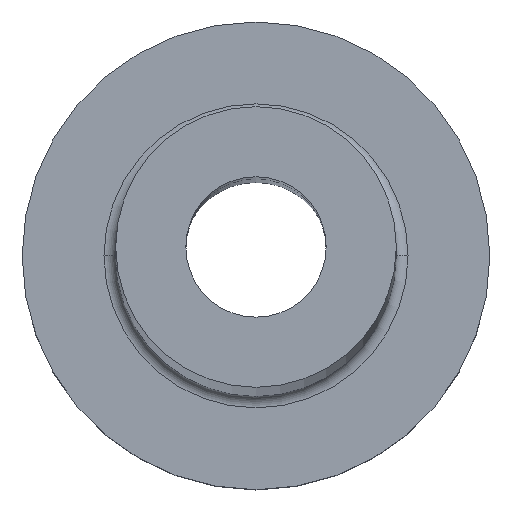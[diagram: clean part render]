
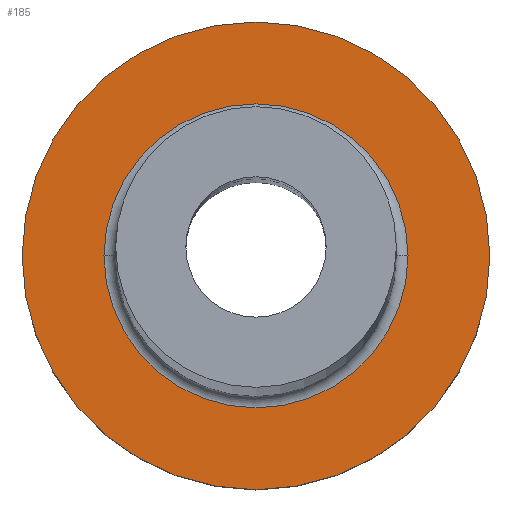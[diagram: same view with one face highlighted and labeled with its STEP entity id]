
A CAD part, top view. The second image highlights one B-rep face of the part: STEP entity #185.
In plain terms, the highlighted planar face has unit normal (0, 0, 1).
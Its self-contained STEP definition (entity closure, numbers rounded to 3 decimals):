
#2 = VERTEX_POINT ( 'NONE', #300 ) ;
#6 = DIRECTION ( 'NONE',  ( 1., 0., 0. ) ) ;
#16 = CARTESIAN_POINT ( 'NONE',  ( -6.5, 0., 7. ) ) ;
#18 = EDGE_CURVE ( 'NONE', #57, #336, #372, .T. ) ;
#31 = DIRECTION ( 'NONE',  ( 1., 0., 0. ) ) ;
#43 = CARTESIAN_POINT ( 'NONE',  ( 0., 0., 7. ) ) ;
#44 = AXIS2_PLACEMENT_3D ( 'NONE', #360, #430, #31 ) ;
#57 = VERTEX_POINT ( 'NONE', #16 ) ;
#70 = PLANE ( 'NONE',  #200 ) ;
#88 = VERTEX_POINT ( 'NONE', #125 ) ;
#115 = DIRECTION ( 'NONE',  ( 1., 0., 0. ) ) ;
#117 = ORIENTED_EDGE ( 'NONE', *, *, #285, .T. ) ;
#125 = CARTESIAN_POINT ( 'NONE',  ( -10., 0., 7. ) ) ;
#137 = DIRECTION ( 'NONE',  ( 0., 0., 1. ) ) ;
#139 = AXIS2_PLACEMENT_3D ( 'NONE', #268, #160, #115 ) ;
#158 = CIRCLE ( 'NONE', #44, 10. ) ;
#160 = DIRECTION ( 'NONE',  ( 0., 0., -1. ) ) ;
#185 = ADVANCED_FACE ( 'NONE', ( #353, #457 ), #70, .T. ) ;
#198 = EDGE_CURVE ( 'NONE', #88, #2, #158, .T. ) ;
#200 = AXIS2_PLACEMENT_3D ( 'NONE', #252, #137, #356 ) ;
#222 = ORIENTED_EDGE ( 'NONE', *, *, #18, .T. ) ;
#228 = EDGE_LOOP ( 'NONE', ( #321, #410 ) ) ;
#234 = AXIS2_PLACEMENT_3D ( 'NONE', #43, #401, #6 ) ;
#241 = CIRCLE ( 'NONE', #234, 10. ) ;
#245 = EDGE_LOOP ( 'NONE', ( #117, #222 ) ) ;
#247 = AXIS2_PLACEMENT_3D ( 'NONE', #316, #352, #452 ) ;
#252 = CARTESIAN_POINT ( 'NONE',  ( 0., 0., 7. ) ) ;
#268 = CARTESIAN_POINT ( 'NONE',  ( 0., 0., 7. ) ) ;
#285 = EDGE_CURVE ( 'NONE', #336, #57, #443, .T. ) ;
#300 = CARTESIAN_POINT ( 'NONE',  ( 10., 0., 7. ) ) ;
#316 = CARTESIAN_POINT ( 'NONE',  ( 0., 0., 7. ) ) ;
#319 = CARTESIAN_POINT ( 'NONE',  ( 6.5, 0., 7. ) ) ;
#321 = ORIENTED_EDGE ( 'NONE', *, *, #198, .T. ) ;
#336 = VERTEX_POINT ( 'NONE', #319 ) ;
#352 = DIRECTION ( 'NONE',  ( 0., 0., -1. ) ) ;
#353 = FACE_BOUND ( 'NONE', #245, .T. ) ;
#356 = DIRECTION ( 'NONE',  ( 1., 0., 0. ) ) ;
#360 = CARTESIAN_POINT ( 'NONE',  ( 0., 0., 7. ) ) ;
#372 = CIRCLE ( 'NONE', #139, 6.5 ) ;
#401 = DIRECTION ( 'NONE',  ( 0., 0., 1. ) ) ;
#410 = ORIENTED_EDGE ( 'NONE', *, *, #419, .T. ) ;
#419 = EDGE_CURVE ( 'NONE', #2, #88, #241, .T. ) ;
#430 = DIRECTION ( 'NONE',  ( 0., 0., 1. ) ) ;
#443 = CIRCLE ( 'NONE', #247, 6.5 ) ;
#452 = DIRECTION ( 'NONE',  ( 1., 0., 0. ) ) ;
#457 = FACE_OUTER_BOUND ( 'NONE', #228, .T. ) ;
